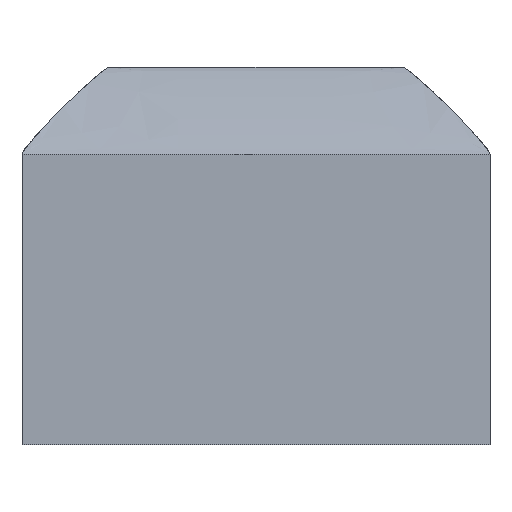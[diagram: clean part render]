
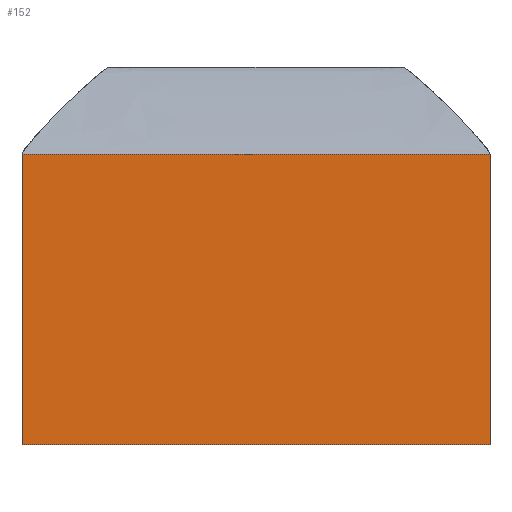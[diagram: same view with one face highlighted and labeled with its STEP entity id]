
A CAD part, front view. The second image highlights one B-rep face of the part: STEP entity #152.
In plain terms, the highlighted planar face has unit normal (0, -1, 0).
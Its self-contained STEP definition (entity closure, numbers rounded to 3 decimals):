
#18=LINE('',#502,#26);
#20=LINE('',#507,#28);
#21=LINE('',#508,#29);
#26=VECTOR('',#184,10.);
#28=VECTOR('',#190,10.);
#29=VECTOR('',#191,10.);
#34=PLANE('',#172);
#44=FACE_OUTER_BOUND('',#54,.T.);
#54=EDGE_LOOP('',(#129,#130,#131,#132));
#63=B_SPLINE_CURVE_WITH_KNOTS('',3,(#364,#365,#366,#367),.UNSPECIFIED.,
 .F.,.F.,(4,4),(0.,0.62),.UNSPECIFIED.);
#71=VERTEX_POINT('',#248);
#74=VERTEX_POINT('',#343);
#79=VERTEX_POINT('',#501);
#80=VERTEX_POINT('',#506);
#87=EDGE_CURVE('',#74,#71,#63,.T.);
#96=EDGE_CURVE('',#79,#71,#18,.T.);
#98=EDGE_CURVE('',#80,#74,#20,.T.);
#99=EDGE_CURVE('',#80,#79,#21,.T.);
#129=ORIENTED_EDGE('',*,*,#87,.F.);
#130=ORIENTED_EDGE('',*,*,#98,.F.);
#131=ORIENTED_EDGE('',*,*,#99,.T.);
#132=ORIENTED_EDGE('',*,*,#96,.T.);
#152=ADVANCED_FACE('',(#44),#34,.T.);
#172=AXIS2_PLACEMENT_3D('',#505,#188,#189);
#184=DIRECTION('',(0.,0.,1.));
#188=DIRECTION('center_axis',(0.,-1.,0.));
#189=DIRECTION('ref_axis',(1.,0.,0.));
#190=DIRECTION('',(0.,0.,1.));
#191=DIRECTION('',(1.,0.,0.));
#248=CARTESIAN_POINT('',(48.146,-16.632,2.15));
#343=CARTESIAN_POINT('',(41.946,-16.632,2.15));
#364=CARTESIAN_POINT('Ctrl Pts',(41.946,-16.632,2.15));
#365=CARTESIAN_POINT('Ctrl Pts',(44.013,-16.632,2.15));
#366=CARTESIAN_POINT('Ctrl Pts',(46.079,-16.632,2.15));
#367=CARTESIAN_POINT('Ctrl Pts',(48.146,-16.632,2.15));
#501=CARTESIAN_POINT('',(48.146,-16.632,-1.7));
#502=CARTESIAN_POINT('',(48.146,-16.632,-1.7));
#505=CARTESIAN_POINT('Origin',(41.946,-16.632,-1.7));
#506=CARTESIAN_POINT('',(41.946,-16.632,-1.7));
#507=CARTESIAN_POINT('',(41.946,-16.632,-1.7));
#508=CARTESIAN_POINT('',(41.946,-16.632,-1.7));
